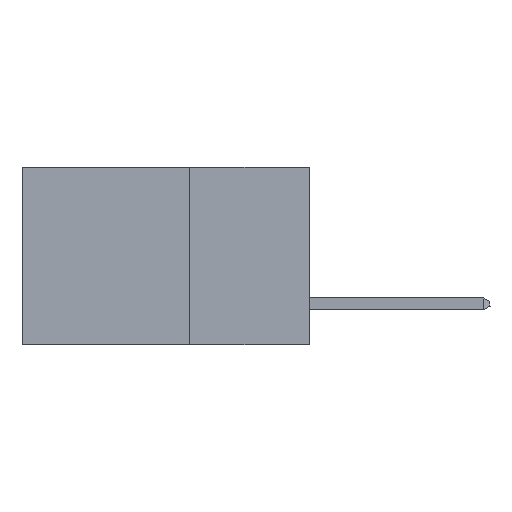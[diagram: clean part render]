
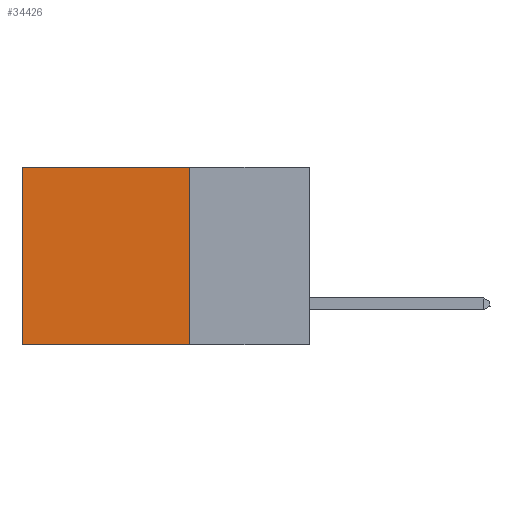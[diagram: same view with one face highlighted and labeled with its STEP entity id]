
A CAD part, left-side view. The second image highlights one B-rep face of the part: STEP entity #34426.
In plain terms, the highlighted planar face has unit normal (-1, 0, 0).
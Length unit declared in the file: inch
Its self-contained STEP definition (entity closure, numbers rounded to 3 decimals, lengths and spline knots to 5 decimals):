
#3198 = FACE_OUTER_BOUND ( 'NONE', #26619, .T. ) ;
#3956 = DIRECTION ( 'NONE',  ( 0., 1., 0. ) ) ;
#7184 = ORIENTED_EDGE ( 'NONE', *, *, #34768, .F. ) ;
#8401 = CARTESIAN_POINT ( 'NONE',  ( 0.2875, 0.25, 0. ) ) ;
#8664 = ORIENTED_EDGE ( 'NONE', *, *, #17645, .T. ) ;
#9993 = CARTESIAN_POINT ( 'NONE',  ( 0.2875, 0.25, -0.37 ) ) ;
#10961 = PLANE ( 'NONE',  #16452 ) ;
#12220 = ORIENTED_EDGE ( 'NONE', *, *, #28343, .T. ) ;
#13488 = VECTOR ( 'NONE', #23638, 39.37008 ) ;
#16452 = AXIS2_PLACEMENT_3D ( 'NONE', #32750, #17131, #32487 ) ;
#17131 = DIRECTION ( 'NONE',  ( 1., 0., 0. ) ) ;
#17645 = EDGE_CURVE ( 'NONE', #32623, #19518, #33037, .T. ) ;
#17803 = EDGE_CURVE ( 'NONE', #32623, #33129, #28697, .T. ) ;
#19518 = VERTEX_POINT ( 'NONE', #39300 ) ;
#20499 = VERTEX_POINT ( 'NONE', #34227 ) ;
#23638 = DIRECTION ( 'NONE',  ( 0., 0., -1. ) ) ;
#26619 = EDGE_LOOP ( 'NONE', ( #12220, #7184, #36075, #8664 ) ) ;
#28343 = EDGE_CURVE ( 'NONE', #19518, #20499, #37378, .T. ) ;
#28697 = LINE ( 'NONE', #35482, #33508 ) ;
#30598 = CARTESIAN_POINT ( 'NONE',  ( 0.2875, 0.25, 0. ) ) ;
#30671 = VECTOR ( 'NONE', #34174, 39.37008 ) ;
#32487 = DIRECTION ( 'NONE',  ( 0., 0., -1. ) ) ;
#32623 = VERTEX_POINT ( 'NONE', #8401 ) ;
#32750 = CARTESIAN_POINT ( 'NONE',  ( 0.2875, 0.25, 0. ) ) ;
#33037 = LINE ( 'NONE', #30598, #30671 ) ;
#33129 = VERTEX_POINT ( 'NONE', #38046 ) ;
#33508 = VECTOR ( 'NONE', #35340, 39.37008 ) ;
#34174 = DIRECTION ( 'NONE',  ( 0., 1., 0. ) ) ;
#34227 = CARTESIAN_POINT ( 'NONE',  ( 0.2875, 0.6, -0.37 ) ) ;
#34426 = ADVANCED_FACE ( 'NONE', ( #3198 ), #10961, .F. ) ;
#34768 = EDGE_CURVE ( 'NONE', #33129, #20499, #38097, .T. ) ;
#35340 = DIRECTION ( 'NONE',  ( 0., 0., -1. ) ) ;
#35482 = CARTESIAN_POINT ( 'NONE',  ( 0.2875, 0.25, 0. ) ) ;
#35952 = CARTESIAN_POINT ( 'NONE',  ( 0.2875, 0.6, 0. ) ) ;
#36075 = ORIENTED_EDGE ( 'NONE', *, *, #17803, .F. ) ;
#36196 = VECTOR ( 'NONE', #3956, 39.37008 ) ;
#37378 = LINE ( 'NONE', #35952, #13488 ) ;
#38046 = CARTESIAN_POINT ( 'NONE',  ( 0.2875, 0.25, -0.37 ) ) ;
#38097 = LINE ( 'NONE', #9993, #36196 ) ;
#39300 = CARTESIAN_POINT ( 'NONE',  ( 0.2875, 0.6, 0. ) ) ;
